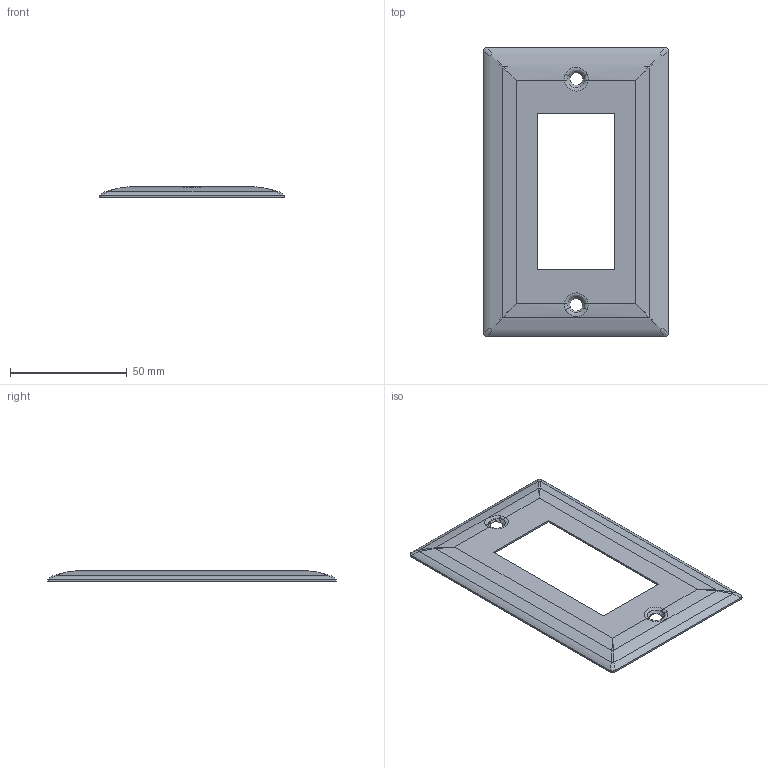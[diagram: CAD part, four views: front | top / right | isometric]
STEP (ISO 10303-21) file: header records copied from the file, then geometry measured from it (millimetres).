
FILE_DESCRIPTION (( 'STEP AP203' ), '1' );
FILE_NAME ('ORC6432-M01.STEP', '2025-06-10T14:30:50', ( '' ), ( '' ), 'SwSTEP 2.0', 'SolidWorks 2024', '' );
FILE_SCHEMA (( 'CONFIG_CONTROL_DESIGN' ));
Length unit declared in the file: inch
Products named in the file (1): ORC6432-M01
Bounding box: 79.37 x 123.82 x 4.51 mm (x, y, z)
Volume: 5726.1 mm3; surface area: 16173.7 mm2
Topology: 1 solids, 1 shells, 88 faces, 236 edges, 140 vertices
Faces by surface type: bspline 52, cylinder 24, plane 12
Entity records: 6383 total; most frequent: CARTESIAN_POINT 4633, ORIENTED_EDGE 456, EDGE_CURVE 228, DIRECTION 186, VERTEX_POINT 140, B_SPLINE_CURVE_WITH_KNOTS 138, EDGE_LOOP 92, FACE_OUTER_BOUND 88
